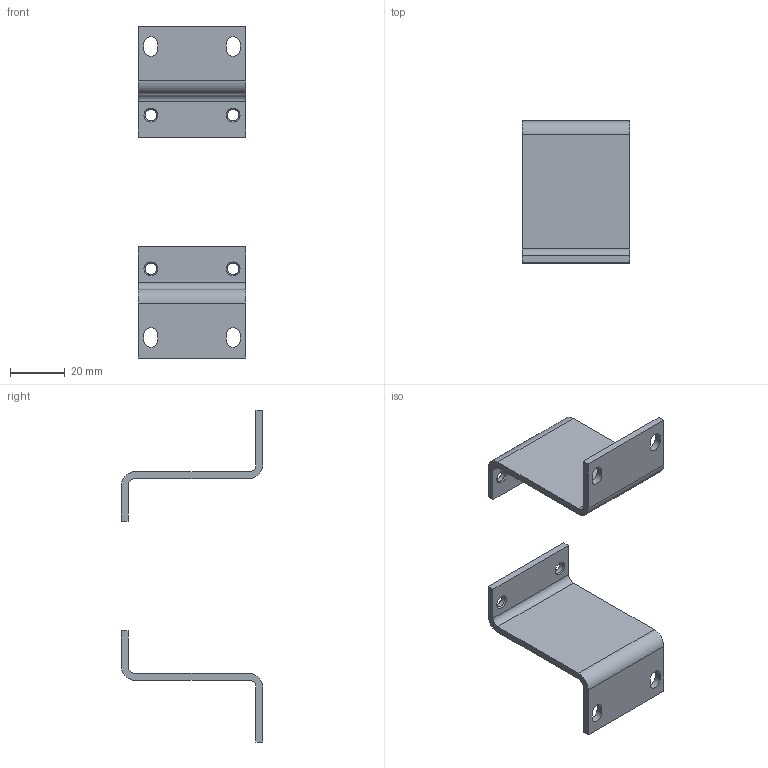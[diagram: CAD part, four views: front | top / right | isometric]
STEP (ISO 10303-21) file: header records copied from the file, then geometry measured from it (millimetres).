
FILE_DESCRIPTION(/* description */ ('STEP AP214'),/* implementation_level */ '2;1');
FILE_NAME(/* name */ '568276_DASB-P1-HL-SB',/* time_stamp */ '2024-08-14T17:19:07+02:00',/* author */ ('License CC BY-ND 4.0'),/* organization */ ('CADENAS'),/* preprocessor_version */ 'ST-DEVELOPER v19.3',/* originating_system */ 'PARTsolutions',/* authorisation */ ' ');
FILE_SCHEMA (('AUTOMOTIVE_DESIGN {1 0 10303 214 3 1 1}'));
Length unit declared in the file: millimetre
Products named in the file (2): 568276 DASB-P1-HL-SB; 568276 DASB-P1-HL-SB---(P)
Assembly tree (2 placements, depth 2):
  568276 DASB-P1-HL-SB
    568276 DASB-P1-HL-SB---(P)  x2
Bounding box: 39 x 51.6 x 121 mm (x, y, z)
Volume: 16393.4 mm3; surface area: 14682.5 mm2
Topology: 2 solids, 2 shells, 56 faces, 148 edges, 96 vertices
Faces by surface type: plane 28, cylinder 20, cone 8
Full cylindrical faces by diameter (mm): 4.134 x4
Entity records: 913 total; most frequent: DIRECTION 154, CARTESIAN_POINT 147, ORIENTED_EDGE 136, EDGE_CURVE 68, AXIS2_PLACEMENT_3D 55, VERTEX_POINT 48, LINE 44, VECTOR 44
